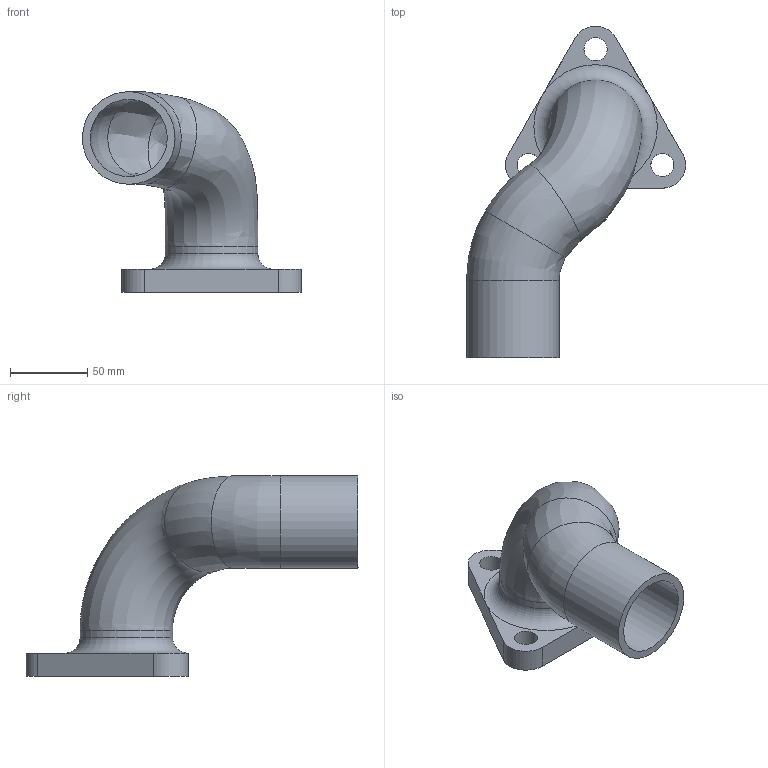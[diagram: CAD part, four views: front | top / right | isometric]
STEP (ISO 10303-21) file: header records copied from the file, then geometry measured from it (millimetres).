
FILE_DESCRIPTION(('FreeCAD Model'),'2;1');
FILE_NAME('Open CASCADE Shape Model','2025-05-09T12:05:33',(''),(''), 'Open CASCADE STEP processor 7.8','FreeCAD','Unknown');
FILE_SCHEMA(('AUTOMOTIVE_DESIGN { 1 0 10303 214 1 1 1 1 }'));
Length unit declared in the file: millimetre
Products named in the file (1): Body
Bounding box: 141.97 x 215.08 x 130 mm (x, y, z)
Volume: 277652.1 mm3; surface area: 97087.4 mm2
Topology: 1 solids, 1 shells, 23 faces, 57 edges, 34 vertices
Faces by surface type: cylinder 8, plane 6, bspline 4, revolution 2, extrusion 2, torus 1
Full cylindrical faces by diameter (mm): 15 x3, 50 x1, 60 x1
Entity records: 13132 total; most frequent: CARTESIAN_POINT 12589, DIRECTION 110, ORIENTED_EDGE 102, EDGE_CURVE 51, AXIS2_PLACEMENT_3D 44, FACE_BOUND 32, EDGE_LOOP 32, VERTEX_POINT 31
